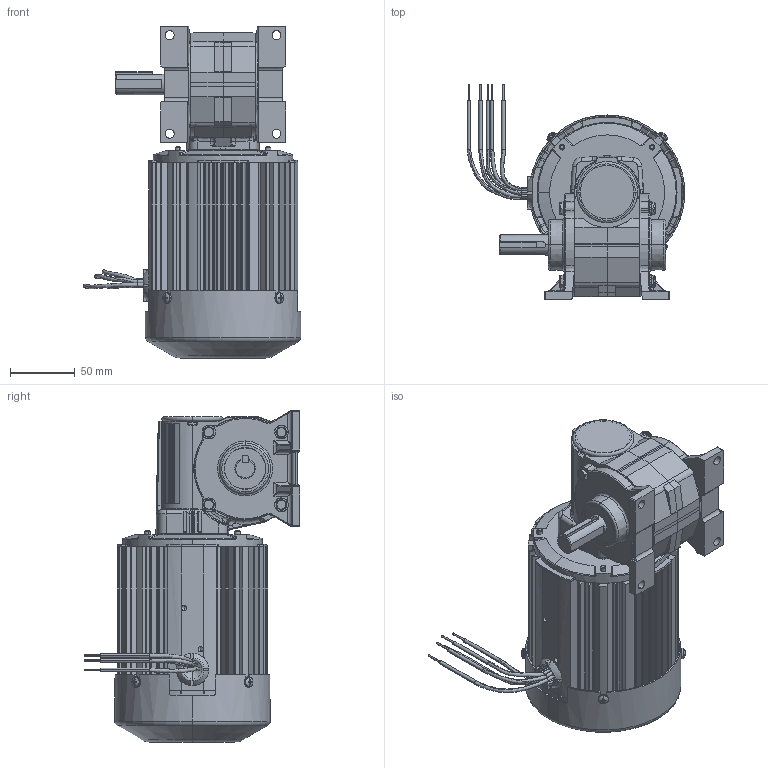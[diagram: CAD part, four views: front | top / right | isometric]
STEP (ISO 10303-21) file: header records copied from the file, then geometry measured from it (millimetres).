
FILE_DESCRIPTION (( 'STEP AP203' ), '1' );
FILE_NAME ('INFM0163.STEP', '2014-10-29T17:45:01', ( 'Sustem Administrator' ), ( 'Bodine Electric Company' ), 'SwSTEP 2.0', 'SolidWorks 2013', '' );
FILE_SCHEMA (( 'CONFIG_CONTROL_DESIGN' ));
Length unit declared in the file: inch
Products named in the file (17): 328AZ015_328AZ015; 332AZ002_332AZ002; 52501005_52501005; 57501030_57501030infs; 52601001_52601001; 223AZ015_223AZ015; 54100050_54100050; 54606510_54606510; 54100019_54100019; 328AZ029_329AZ029; 54100003_54100003; 119AZ005_119AZ005; INFM0163; 57304788_57804788; 343AZ001_343AZ001; 491AZ004_491AZ004; 332AZ001_332AZ001
Assembly tree (29 placements, depth 3):
  INFM0163
    343AZ001_343AZ001
    332AZ001_332AZ001
    332AZ002_332AZ002
    57501030_57501030infs
    223AZ015_223AZ015
    54606510_54606510
    328AZ029_329AZ029
    119AZ005_119AZ005
    57304788_57804788
    491AZ004_491AZ004
    328AZ015_328AZ015
    52601001_52601001
      52501005_52501005
    54100050_54100050  x8
    54100019_54100019  x4
    54100003_54100003  x4
Bounding box: 168.18 x 166.95 x 256.65 mm (x, y, z)
Volume: 1780175.2 mm3; surface area: 314305.6 mm2
Topology: 33 solids, 33 shells, 2638 faces, 6647 edges, 4086 vertices
Faces by surface type: plane 1034, cylinder 779, bspline 391, cone 227, torus 165, sphere 42
Entity records: 75427 total; most frequent: CARTESIAN_POINT 26604, ORIENTED_EDGE 10226, DIRECTION 9561, EDGE_CURVE 5113, AXIS2_PLACEMENT_3D 3828, VERTEX_POINT 3190, CIRCLE 2152, EDGE_LOOP 2125
